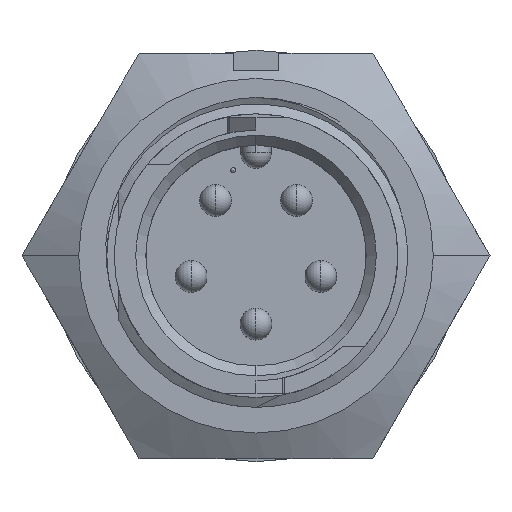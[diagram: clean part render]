
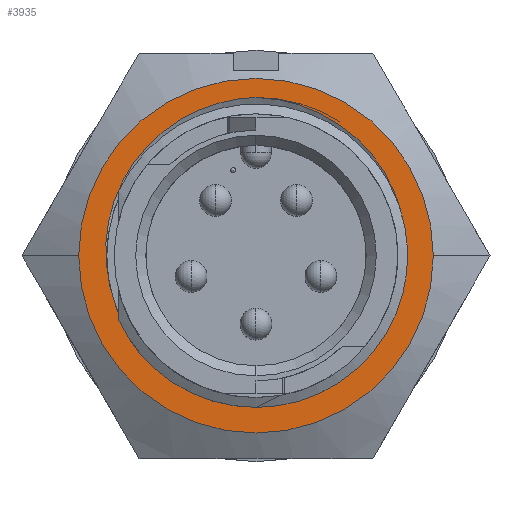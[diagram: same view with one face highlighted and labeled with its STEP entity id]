
A CAD part, top view. The second image highlights one B-rep face of the part: STEP entity #3935.
In plain terms, the highlighted planar face has unit normal (0, 0, 1).
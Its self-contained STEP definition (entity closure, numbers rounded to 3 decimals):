
#166 = VERTEX_POINT ( 'NONE', #3503 ) ;
#529 = CARTESIAN_POINT ( 'NONE',  ( -2.248, 7.557, -6.246 ) ) ;
#655 = CARTESIAN_POINT ( 'NONE',  ( 7.047, 2.994, -6.246 ) ) ;
#676 = DIRECTION ( 'NONE',  ( -1., 0., 0. ) ) ;
#774 = CARTESIAN_POINT ( 'NONE',  ( 2.774, 7.36, -6.246 ) ) ;
#834 = CIRCLE ( 'NONE', #8306, 7.48 ) ;
#889 = VERTEX_POINT ( 'NONE', #3374 ) ;
#917 = B_SPLINE_CURVE_WITH_KNOTS ( 'NONE', 3,
 ( #10395, #7661, #9675, #2713, #6686, #11497, #774, #8579, #9550, #11433, #10657, #11685, #11621, #655, #1481, #2526, #12542, #9415, #5720, #2651 ),
 .UNSPECIFIED., .F., .F.,
 ( 4, 2, 2, 2, 2, 2, 2, 2, 2, 4 ),
 ( 0., 0.001, 0.002, 0.003, 0.005, 0.007, 0.009, 0.01, 0.012, 0.014 ),
 .UNSPECIFIED. ) ;
#1178 = EDGE_CURVE ( 'NONE', #166, #1418, #917, .T. ) ;
#1224 = FACE_BOUND ( 'NONE', #3079, .T. ) ;
#1418 = VERTEX_POINT ( 'NONE', #3017 ) ;
#1423 = CARTESIAN_POINT ( 'NONE',  ( -7.04, 3.009, -6.246 ) ) ;
#1481 = CARTESIAN_POINT ( 'NONE',  ( 7.23, 2.457, -6.246 ) ) ;
#1536 = CARTESIAN_POINT ( 'NONE',  ( 0., 0., -6.246 ) ) ;
#1702 = CARTESIAN_POINT ( 'NONE',  ( 0., 0., -6.246 ) ) ;
#2005 = AXIS2_PLACEMENT_3D ( 'NONE', #1702, #6709, #9637 ) ;
#2079 = CARTESIAN_POINT ( 'NONE',  ( -7.334, -1.47, -6.246 ) ) ;
#2431 = VERTEX_POINT ( 'NONE', #2079 ) ;
#2460 = CARTESIAN_POINT ( 'NONE',  ( -4.27, 6.536, -6.246 ) ) ;
#2526 = CARTESIAN_POINT ( 'NONE',  ( 7.475, 1.355, -6.246 ) ) ;
#2651 = CARTESIAN_POINT ( 'NONE',  ( 7.334, -1.47, -6.246 ) ) ;
#2713 = CARTESIAN_POINT ( 'NONE',  ( 1.136, 7.824, -6.246 ) ) ;
#2824 = CIRCLE ( 'NONE', #3871, 8.89 ) ;
#3017 = CARTESIAN_POINT ( 'NONE',  ( 7.334, -1.47, -6.246 ) ) ;
#3036 = PLANE ( 'NONE',  #5230 ) ;
#3079 = EDGE_LOOP ( 'NONE', ( #6971, #9715, #7794 ) ) ;
#3240 = CARTESIAN_POINT ( 'NONE',  ( -7.475, 1.358, -6.246 ) ) ;
#3309 = CARTESIAN_POINT ( 'NONE',  ( -7.45, -0.91, -6.246 ) ) ;
#3374 = CARTESIAN_POINT ( 'NONE',  ( 8.89, 0., -6.246 ) ) ;
#3452 = DIRECTION ( 'NONE',  ( 0., 0., -1. ) ) ;
#3503 = CARTESIAN_POINT ( 'NONE',  ( 0., 7.937, -6.246 ) ) ;
#3810 = ORIENTED_EDGE ( 'NONE', *, *, #4587, .F. ) ;
#3871 = AXIS2_PLACEMENT_3D ( 'NONE', #12364, #3452, #676 ) ;
#3935 = ADVANCED_FACE ( 'NONE', ( #1224, #8254 ), #3036, .F. ) ;
#4048 = CARTESIAN_POINT ( 'NONE',  ( -8.89, 0., -6.246 ) ) ;
#4479 = CARTESIAN_POINT ( 'NONE',  ( -1.142, 7.839, -6.246 ) ) ;
#4587 = EDGE_CURVE ( 'NONE', #12193, #889, #6787, .T. ) ;
#4634 = EDGE_CURVE ( 'NONE', #889, #12193, #2824, .T. ) ;
#5196 = CARTESIAN_POINT ( 'NONE',  ( -6.555, 4.03, -6.246 ) ) ;
#5230 = AXIS2_PLACEMENT_3D ( 'NONE', #10135, #6240, #7010 ) ;
#5399 = CARTESIAN_POINT ( 'NONE',  ( -6.251, 4.521, -6.246 ) ) ;
#5720 = CARTESIAN_POINT ( 'NONE',  ( 7.466, -0.913, -6.246 ) ) ;
#5931 = EDGE_LOOP ( 'NONE', ( #3810, #11322 ) ) ;
#6240 = DIRECTION ( 'NONE',  ( 0., 0., -1. ) ) ;
#6373 = CARTESIAN_POINT ( 'NONE',  ( -7.517, -0.343, -6.246 ) ) ;
#6438 = CARTESIAN_POINT ( 'NONE',  ( -3.795, 6.844, -6.246 ) ) ;
#6686 = CARTESIAN_POINT ( 'NONE',  ( 1.417, 7.769, -6.246 ) ) ;
#6709 = DIRECTION ( 'NONE',  ( 0., 0., -1. ) ) ;
#6787 = CIRCLE ( 'NONE', #2005, 8.89 ) ;
#6971 = ORIENTED_EDGE ( 'NONE', *, *, #7113, .T. ) ;
#7010 = DIRECTION ( 'NONE',  ( -1., 0., 0. ) ) ;
#7113 = EDGE_CURVE ( 'NONE', #2431, #166, #11581, .T. ) ;
#7208 = CARTESIAN_POINT ( 'NONE',  ( -7.225, 2.475, -6.246 ) ) ;
#7402 = CARTESIAN_POINT ( 'NONE',  ( -7.534, -0.057, -6.246 ) ) ;
#7661 = CARTESIAN_POINT ( 'NONE',  ( 0.286, 7.929, -6.246 ) ) ;
#7794 = ORIENTED_EDGE ( 'NONE', *, *, #12043, .F. ) ;
#8254 = FACE_OUTER_BOUND ( 'NONE', #5931, .T. ) ;
#8306 = AXIS2_PLACEMENT_3D ( 'NONE', #1536, #12592, #8689 ) ;
#8388 = CARTESIAN_POINT ( 'NONE',  ( -5.552, 5.41, -6.246 ) ) ;
#8452 = CARTESIAN_POINT ( 'NONE',  ( -0.572, 7.92, -6.246 ) ) ;
#8579 = CARTESIAN_POINT ( 'NONE',  ( 3.795, 6.845, -6.246 ) ) ;
#8689 = DIRECTION ( 'NONE',  ( 1., 0., 0. ) ) ;
#9299 = CARTESIAN_POINT ( 'NONE',  ( -7.4, -1.192, -6.246 ) ) ;
#9415 = CARTESIAN_POINT ( 'NONE',  ( 7.532, -0.351, -6.246 ) ) ;
#9550 = CARTESIAN_POINT ( 'NONE',  ( 4.269, 6.536, -6.246 ) ) ;
#9637 = DIRECTION ( 'NONE',  ( -1., 0., 0. ) ) ;
#9675 = CARTESIAN_POINT ( 'NONE',  ( 0.57, 7.904, -6.246 ) ) ;
#9715 = ORIENTED_EDGE ( 'NONE', *, *, #1178, .T. ) ;
#10135 = CARTESIAN_POINT ( 'NONE',  ( -5.866, -10.16, -6.246 ) ) ;
#10337 = CARTESIAN_POINT ( 'NONE',  ( -7.536, 0.794, -6.246 ) ) ;
#10395 = CARTESIAN_POINT ( 'NONE',  ( 0., 7.937, -6.246 ) ) ;
#10404 = CARTESIAN_POINT ( 'NONE',  ( -2.787, 7.354, -6.246 ) ) ;
#10472 = CARTESIAN_POINT ( 'NONE',  ( -7.334, -1.47, -6.246 ) ) ;
#10657 = CARTESIAN_POINT ( 'NONE',  ( 5.55, 5.413, -6.246 ) ) ;
#11322 = ORIENTED_EDGE ( 'NONE', *, *, #4634, .F. ) ;
#11374 = CARTESIAN_POINT ( 'NONE',  ( -5.156, 5.813, -6.246 ) ) ;
#11433 = CARTESIAN_POINT ( 'NONE',  ( 5.145, 5.822, -6.246 ) ) ;
#11497 = CARTESIAN_POINT ( 'NONE',  ( 2.242, 7.558, -6.246 ) ) ;
#11581 = B_SPLINE_CURVE_WITH_KNOTS ( 'NONE', 3,
 ( #10472, #9299, #3309, #6373, #7402, #10337, #3240, #7208, #1423, #5196, #5399, #8388, #11374, #2460, #6438, #10404, #529, #4479, #8452, #12415 ),
 .UNSPECIFIED., .F., .F.,
 ( 4, 2, 2, 2, 2, 2, 2, 2, 2, 4 ),
 ( 0., 0.001, 0.002, 0.003, 0.005, 0.007, 0.009, 0.01, 0.012, 0.014 ),
 .UNSPECIFIED. ) ;
#11621 = CARTESIAN_POINT ( 'NONE',  ( 6.557, 4.028, -6.246 ) ) ;
#11685 = CARTESIAN_POINT ( 'NONE',  ( 6.255, 4.516, -6.246 ) ) ;
#12043 = EDGE_CURVE ( 'NONE', #2431, #1418, #834, .T. ) ;
#12193 = VERTEX_POINT ( 'NONE', #4048 ) ;
#12364 = CARTESIAN_POINT ( 'NONE',  ( 0., 0., -6.246 ) ) ;
#12415 = CARTESIAN_POINT ( 'NONE',  ( 0., 7.937, -6.246 ) ) ;
#12542 = CARTESIAN_POINT ( 'NONE',  ( 7.537, 0.781, -6.246 ) ) ;
#12592 = DIRECTION ( 'NONE',  ( 0., 0., 1. ) ) ;
